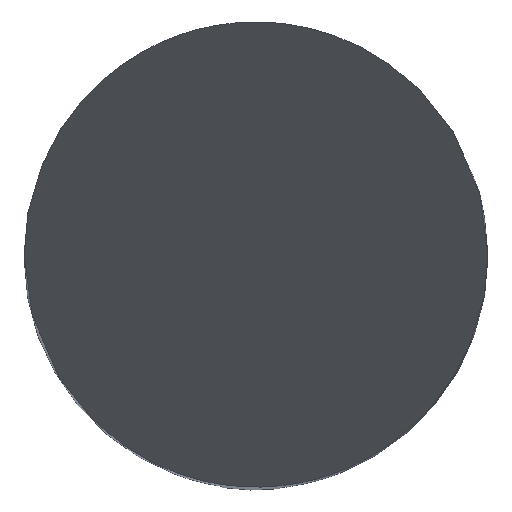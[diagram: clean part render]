
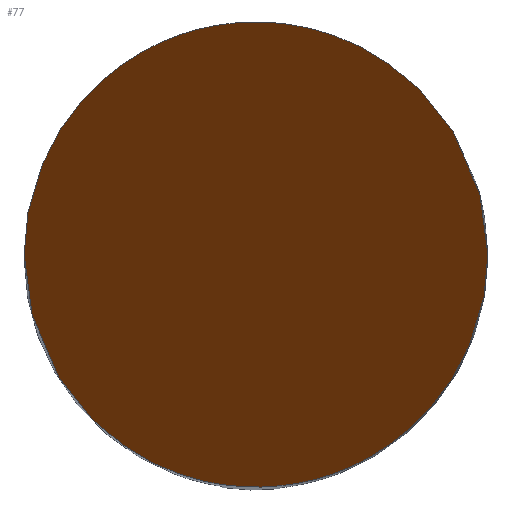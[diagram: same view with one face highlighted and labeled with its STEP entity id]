
A CAD part, top view. The second image highlights one B-rep face of the part: STEP entity #77.
In plain terms, the highlighted planar face has unit normal (0, -0.866, 0.5).
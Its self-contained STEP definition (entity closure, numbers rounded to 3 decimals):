
#49=PLANE('',#649);
#77=ADVANCED_FACE('',(#114),#49,.T.);
#114=FACE_OUTER_BOUND('',#146,.T.);
#146=EDGE_LOOP('',(#314,#315));
#314=ORIENTED_EDGE('',*,*,#483,.T.);
#315=ORIENTED_EDGE('',*,*,#517,.T.);
#428=VERTEX_POINT('',#872);
#429=VERTEX_POINT('',#877);
#483=EDGE_CURVE('',#429,#428,#595,.T.);
#517=EDGE_CURVE('',#428,#429,#598,.T.);
#595=(
BOUNDED_CURVE()
B_SPLINE_CURVE(3,(#873,#874,#875,#876),.UNSPECIFIED.,.F.,.F.)
B_SPLINE_CURVE_WITH_KNOTS((4,4),(0.,1.),.UNSPECIFIED.)
CURVE()
GEOMETRIC_REPRESENTATION_ITEM()
RATIONAL_B_SPLINE_CURVE((1.,0.333,0.333,1.))
REPRESENTATION_ITEM('')
);
#598=(
BOUNDED_CURVE()
B_SPLINE_CURVE(3,(#1042,#1043,#1044,#1045),.UNSPECIFIED.,.F.,.F.)
B_SPLINE_CURVE_WITH_KNOTS((4,4),(0.,1.),.UNSPECIFIED.)
CURVE()
GEOMETRIC_REPRESENTATION_ITEM()
RATIONAL_B_SPLINE_CURVE((1.,0.333,0.333,1.))
REPRESENTATION_ITEM('')
);
#649=AXIS2_PLACEMENT_3D('',#1050,#722,#723);
#722=DIRECTION('',(0.,-0.866,0.5));
#723=DIRECTION('',(0.,-0.5,-0.866));
#872=CARTESIAN_POINT('',(-5.,0.,0.));
#873=CARTESIAN_POINT('',(5.,0.,0.));
#874=CARTESIAN_POINT('',(5.,10.,17.321));
#875=CARTESIAN_POINT('',(-5.,10.,17.321));
#876=CARTESIAN_POINT('',(-5.,0.,0.));
#877=CARTESIAN_POINT('',(5.,0.,0.));
#1042=CARTESIAN_POINT('',(-5.,0.,0.));
#1043=CARTESIAN_POINT('',(-5.,-10.,-17.321));
#1044=CARTESIAN_POINT('',(5.,-10.,-17.321));
#1045=CARTESIAN_POINT('',(5.,0.,0.));
#1050=CARTESIAN_POINT('',(-5.001,5.,8.66));
